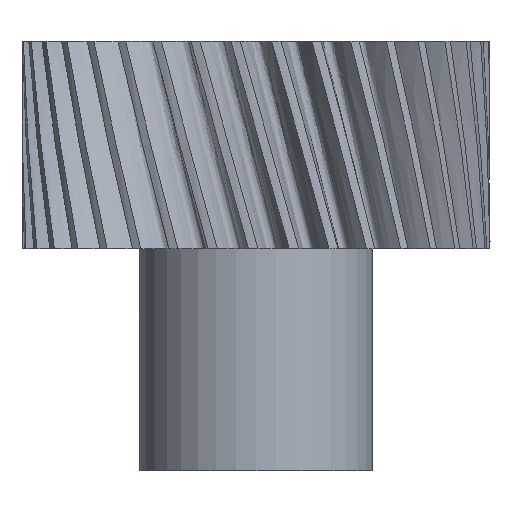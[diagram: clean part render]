
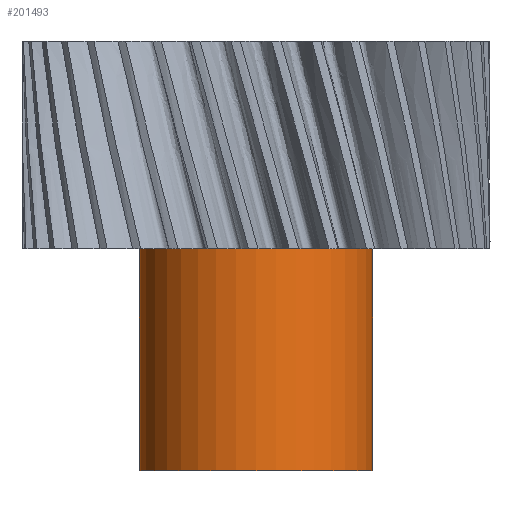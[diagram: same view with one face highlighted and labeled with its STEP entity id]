
A CAD part, front view. The second image highlights one B-rep face of the part: STEP entity #201493.
In plain terms, the highlighted cylindrical face has radius 5 mm (diameter 10 mm), a partial arc.
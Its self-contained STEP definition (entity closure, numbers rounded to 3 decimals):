
#20604 = LINE ( 'NONE', #100670, #20609 ) ;
#20609 = VECTOR ( 'NONE', #100667, 1000. ) ;
#20627 = VECTOR ( 'NONE', #100602, 1000. ) ;
#20634 = LINE ( 'NONE', #100618, #20627 ) ;
#20650 = CIRCLE ( 'NONE', #21926, 5. ) ;
#21926 = AXIS2_PLACEMENT_3D ( 'NONE', #99579, #99581, #99583 ) ;
#26653 = CIRCLE ( 'NONE', #151679, 5. ) ;
#49574 = CARTESIAN_POINT ( 'NONE',  ( 0., 0., -4.445 ) ) ;
#49576 = DIRECTION ( 'NONE',  ( 0., 0., -1. ) ) ;
#49578 = DIRECTION ( 'NONE',  ( 1., 0., 0. ) ) ;
#65349 = CARTESIAN_POINT ( 'NONE',  ( 0., 0., -13.955 ) ) ;
#65350 = DIRECTION ( 'NONE',  ( 0., 0., 1. ) ) ;
#65352 = DIRECTION ( 'NONE',  ( 1., 0., 0. ) ) ;
#99579 = CARTESIAN_POINT ( 'NONE',  ( 0., 0., -13.955 ) ) ;
#99581 = DIRECTION ( 'NONE',  ( 0., 0., -1. ) ) ;
#99583 = DIRECTION ( 'NONE',  ( -1., 0., 0. ) ) ;
#99613 = CARTESIAN_POINT ( 'NONE',  ( -5., 0., -13.955 ) ) ;
#99630 = CARTESIAN_POINT ( 'NONE',  ( 5., 0., -4.445 ) ) ;
#99778 = CARTESIAN_POINT ( 'NONE',  ( 5., 0., -13.955 ) ) ;
#99832 = CARTESIAN_POINT ( 'NONE',  ( -5., 0., -4.445 ) ) ;
#100602 = DIRECTION ( 'NONE',  ( 0., 0., 1. ) ) ;
#100618 = CARTESIAN_POINT ( 'NONE',  ( 5., 0., -13.955 ) ) ;
#100667 = DIRECTION ( 'NONE',  ( 0., 0., 1. ) ) ;
#100670 = CARTESIAN_POINT ( 'NONE',  ( -5., 0., -13.955 ) ) ;
#101088 = EDGE_CURVE ( 'NONE', #157003, #157138, #26653, .T. ) ;
#151679 = AXIS2_PLACEMENT_3D ( 'NONE', #49574, #49576, #49578 ) ;
#156931 = EDGE_CURVE ( 'NONE', #157168, #157153, #20650, .T. ) ;
#157003 = VERTEX_POINT ( 'NONE', #99630 ) ;
#157138 = VERTEX_POINT ( 'NONE', #99832 ) ;
#157153 = VERTEX_POINT ( 'NONE', #99613 ) ;
#157168 = VERTEX_POINT ( 'NONE', #99778 ) ;
#187409 = EDGE_LOOP ( 'NONE', ( #204850, #204763, #204764, #204789 ) ) ;
#187454 = AXIS2_PLACEMENT_3D ( 'NONE', #65349, #65350, #65352 ) ;
#198183 = EDGE_CURVE ( 'NONE', #157168, #157003, #20634, .T. ) ;
#198219 = EDGE_CURVE ( 'NONE', #157153, #157138, #20604, .T. ) ;
#201493 = ADVANCED_FACE ( 'NONE', ( #202744 ), #202738, .T. ) ;
#202738 = CYLINDRICAL_SURFACE ( 'NONE', #187454, 5. ) ;
#202744 = FACE_OUTER_BOUND ( 'NONE', #187409, .T. ) ;
#204763 = ORIENTED_EDGE ( 'NONE', *, *, #156931, .F. ) ;
#204764 = ORIENTED_EDGE ( 'NONE', *, *, #198183, .T. ) ;
#204789 = ORIENTED_EDGE ( 'NONE', *, *, #101088, .T. ) ;
#204850 = ORIENTED_EDGE ( 'NONE', *, *, #198219, .F. ) ;
